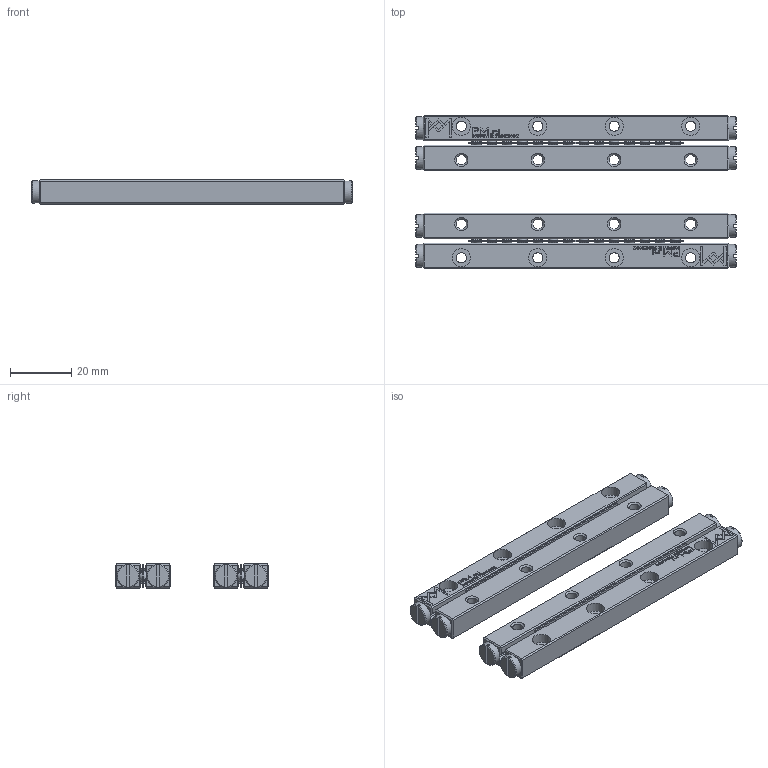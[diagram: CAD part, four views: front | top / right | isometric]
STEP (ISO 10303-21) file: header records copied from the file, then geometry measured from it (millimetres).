
FILE_DESCRIPTION(/* description */ (''),/* implementation_level */ '2;1');
FILE_NAME(/* name */ 'Set RSD-3100x14AA_stp.stp',/* time_stamp */ '2025-02-18T08:56:19+01:00',/* author */ (''),/* organization */ (''),/* preprocessor_version */ 'ST-DEVELOPER v16.7',/* originating_system */ 'SIEMENS PLM Software NX 12.0',/* authorisation */ '');
FILE_SCHEMA (('AUTOMOTIVE_DESIGN { 1 0 10303 214 3 1 1 1 }'));
Products named in the file (1): Set RSD-3100x14AA_stp
Bounding box: 104.8 x 50 x 8 mm (x, y, z)
Volume: 24624 mm3; surface area: 20424.5 mm2
Topology: 42 solids, 42 shells, 2452 faces, 6368 edges, 4156 vertices
Faces by surface type: plane 1488, cylinder 484, bspline 360, cone 120
Full cylindrical faces by diameter (mm): 2.6 x8, 3 x36, 3.2 x8, 3.3 x16, 6 x16, 7.5 x8
Entity records: 83360 total; most frequent: CARTESIAN_POINT 17685, ORIENTED_EDGE 12176, DIRECTION 10618, EDGE_CURVE 6088, LINE 4240, VECTOR 4240, VERTEX_POINT 4080, AXIS2_PLACEMENT_3D 3189
